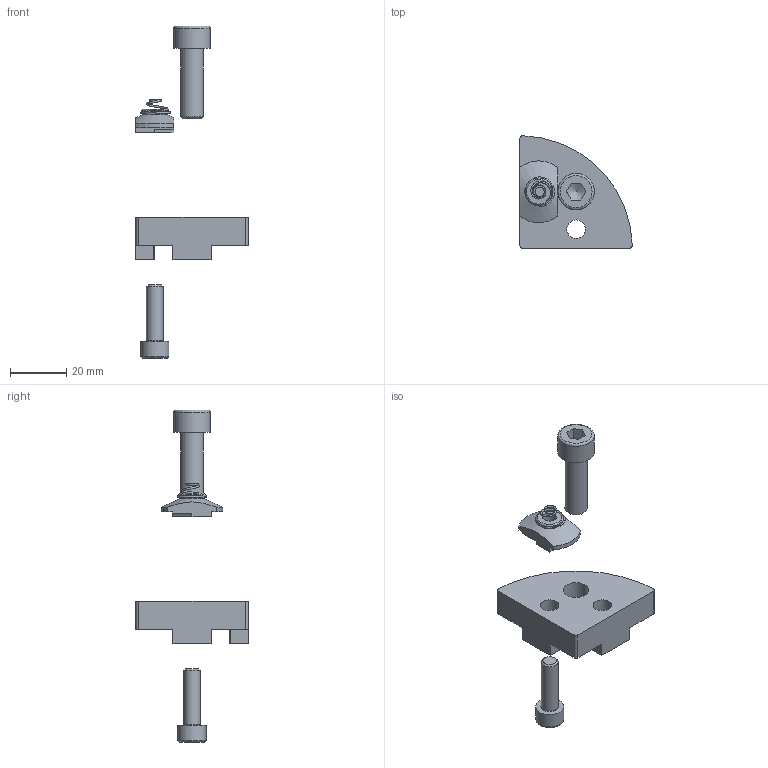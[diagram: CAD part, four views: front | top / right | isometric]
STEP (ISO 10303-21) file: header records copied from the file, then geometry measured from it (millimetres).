
FILE_DESCRIPTION(/* description */ (''),/* implementation_level */ '2;1');
FILE_NAME(/* name */ 'CSQ 40.stp',/* time_stamp */ '2016-10-14T10:18:29+01:00',/* author */ ('kevin'),/* organization */ (''),/* preprocessor_version */ 'ST-DEVELOPER v15.2',/* originating_system */ 'Autodesk Inventor 2014',/* authorisation */ '');
FILE_SCHEMA (('AUTOMOTIVE_DESIGN { 1 0 10303 214 3 1 1 }'));
Length unit declared in the file: millimetre
Products named in the file (7): CSQ 40N; ISO 4762 M8 x 25; ISO 4762 M6 x 20; TNN-M6; TNN-S; FTS 6; CSQ 40
Bounding box: 40.04 x 39.99 x 118.1 mm (x, y, z)
Volume: 15920.7 mm3; surface area: 7998.6 mm2
Topology: 5 solids, 5 shells, 90 faces, 218 edges, 141 vertices
Faces by surface type: plane 49, cylinder 26, torus 8, cone 6, bspline 1
Full cylindrical faces by diameter (mm): 4.917 x1, 6 x1, 6.6 x2, 8 x1, 8.8 x1, 9 x1, 9.8 x1, 10 x1, 11 x2, 13 x1
Entity records: 3125 total; most frequent: CARTESIAN_POINT 865, DIRECTION 442, ORIENTED_EDGE 376, EDGE_CURVE 188, AXIS2_PLACEMENT_3D 169, VERTEX_POINT 137, EDGE_LOOP 127, LINE 104
